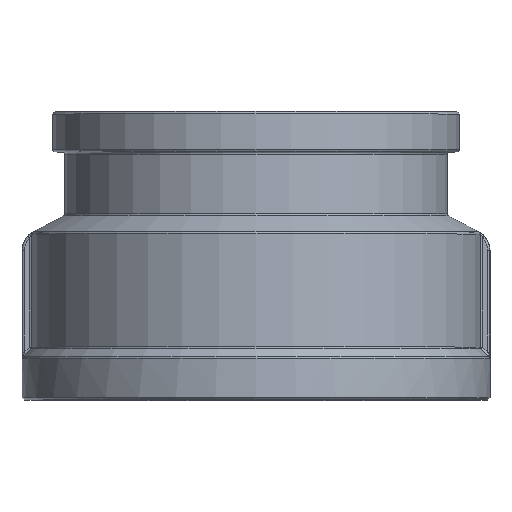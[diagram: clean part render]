
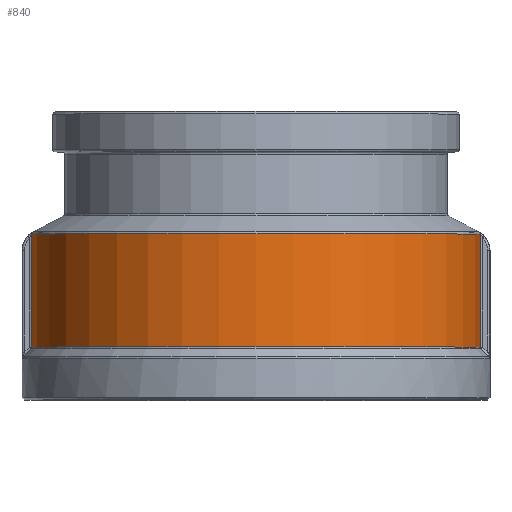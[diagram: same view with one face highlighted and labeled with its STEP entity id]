
A CAD part, top view. The second image highlights one B-rep face of the part: STEP entity #840.
In plain terms, the highlighted cylindrical face has radius 47.5 mm (diameter 95 mm), a partial arc.
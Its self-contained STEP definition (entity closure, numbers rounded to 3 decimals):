
#32=LINE('',#1847,#52);
#34=LINE('',#1853,#54);
#52=VECTOR('',#1142,23.905);
#54=VECTOR('',#1148,23.905);
#124=CYLINDRICAL_SURFACE('',#942,47.5);
#194=FACE_OUTER_BOUND('',#269,.T.);
#269=EDGE_LOOP('',(#707,#708,#709,#710));
#348=CIRCLE('',#931,47.5);
#356=CIRCLE('',#943,47.5);
#426=VERTEX_POINT('',#1687);
#427=VERTEX_POINT('',#1696);
#433=VERTEX_POINT('',#1846);
#435=VERTEX_POINT('',#1852);
#520=EDGE_CURVE('',#426,#427,#348,.T.);
#532=EDGE_CURVE('',#427,#433,#32,.T.);
#535=EDGE_CURVE('',#435,#426,#34,.T.);
#536=EDGE_CURVE('',#433,#435,#356,.T.);
#707=ORIENTED_EDGE('',*,*,#520,.F.);
#708=ORIENTED_EDGE('',*,*,#535,.F.);
#709=ORIENTED_EDGE('',*,*,#536,.F.);
#710=ORIENTED_EDGE('',*,*,#532,.F.);
#840=ADVANCED_FACE('',(#194),#124,.T.);
#931=AXIS2_PLACEMENT_3D('',#1698,#1121,#1122);
#942=AXIS2_PLACEMENT_3D('',#1851,#1146,#1147);
#943=AXIS2_PLACEMENT_3D('',#1854,#1149,#1150);
#1121=DIRECTION('center_axis',(0.,1.,0.));
#1122=DIRECTION('ref_axis',(0.,0.,1.));
#1142=DIRECTION('',(0.,-1.,0.));
#1146=DIRECTION('center_axis',(0.,-1.,0.));
#1147=DIRECTION('ref_axis',(1.,0.,0.));
#1148=DIRECTION('',(0.,1.,0.));
#1149=DIRECTION('center_axis',(0.,-1.,0.));
#1150=DIRECTION('ref_axis',(-1.,0.,0.));
#1687=CARTESIAN_POINT('',(-47.407,4.612,2.969));
#1696=CARTESIAN_POINT('',(47.407,4.612,2.969));
#1698=CARTESIAN_POINT('Origin',(0.,4.612,0.));
#1846=CARTESIAN_POINT('',(47.407,-19.293,2.969));
#1847=CARTESIAN_POINT('',(47.407,-7.292,2.969));
#1851=CARTESIAN_POINT('Origin',(0.,-7.292,0.));
#1852=CARTESIAN_POINT('',(-47.407,-19.293,2.969));
#1853=CARTESIAN_POINT('',(-47.407,-7.292,2.969));
#1854=CARTESIAN_POINT('Origin',(0.,-19.293,0.));
